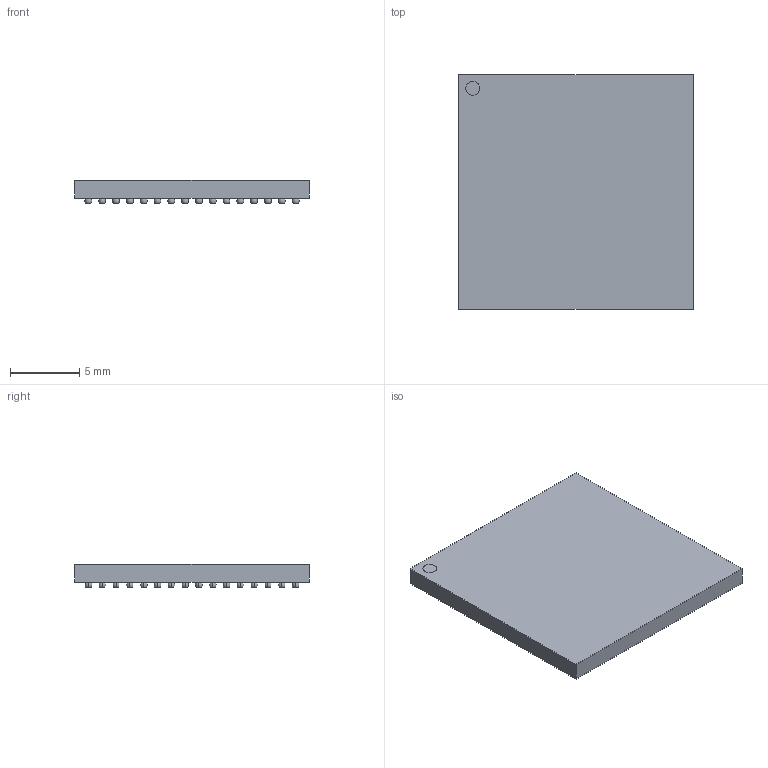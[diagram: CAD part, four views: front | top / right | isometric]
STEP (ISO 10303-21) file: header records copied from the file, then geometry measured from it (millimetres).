
FILE_DESCRIPTION((''),'2;1');
FILE_NAME('BGA256C100P16X16_1700X1700X170.stp','2011-02-23T14:35:08',(''),(''),'Mechanical Desktop 2011','Mechanical Desktop 2011',', , ');
FILE_SCHEMA(('AUTOMOTIVE_DESIGN { 1 2 10303 214 1 1 1 1 }'));
Length unit declared in the file: millimetre
Products named in the file (1): Product
Bounding box: 17 x 17 x 1.7 mm (x, y, z)
Volume: 391.5 mm3; surface area: 865.6 mm2
Topology: 258 solids, 258 shells, 1037 faces, 2074 edges, 1554 vertices
Faces by surface type: plane 521, sphere 512, cylinder 4
Entity records: 28819 total; most frequent: DIRECTION 6204, CARTESIAN_POINT 4670, ORIENTED_EDGE 4144, AXIS2_PLACEMENT_3D 3094, EDGE_CURVE 2072, CIRCLE 2056, VERTEX_POINT 1552, EDGE_LOOP 1038
